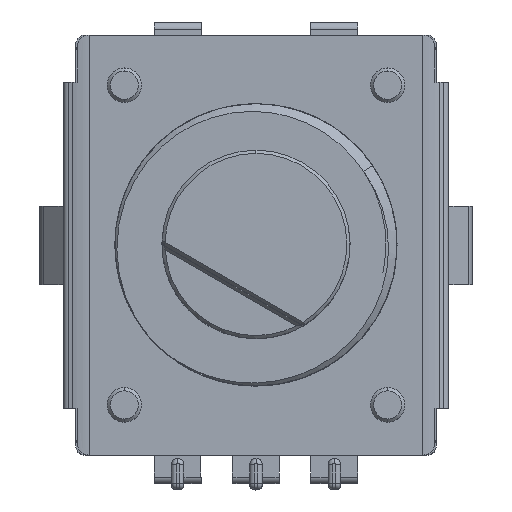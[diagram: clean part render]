
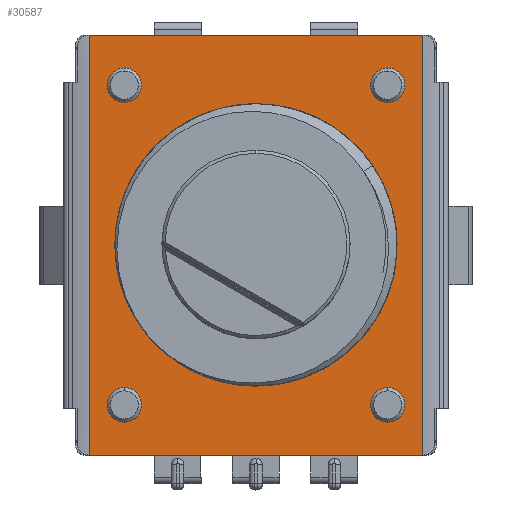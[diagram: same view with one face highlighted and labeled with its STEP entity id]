
A CAD part, top view. The second image highlights one B-rep face of the part: STEP entity #30587.
In plain terms, the highlighted face is planar.
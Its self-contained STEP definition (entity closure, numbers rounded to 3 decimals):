
#1797 = CARTESIAN_POINT ( 'NONE',  ( -5.32, 0.7, -6.32 ) ) ;
#2032 = VERTEX_POINT ( 'NONE', #26891 ) ;
#3612 = CIRCLE ( 'NONE', #5004, 0.38 ) ;
#4491 = VECTOR ( 'NONE', #14419, 1000. ) ;
#5004 = AXIS2_PLACEMENT_3D ( 'NONE', #37393, #15765, #41002 ) ;
#5438 = DIRECTION ( 'NONE',  ( 0., 0., 1. ) ) ;
#5693 = VERTEX_POINT ( 'NONE', #28942 ) ;
#5813 = EDGE_CURVE ( 'NONE', #23781, #38112, #43097, .T. ) ;
#5899 = AXIS2_PLACEMENT_3D ( 'NONE', #15160, #40396, #18791 ) ;
#6397 = VERTEX_POINT ( 'NONE', #18757 ) ;
#6866 = ORIENTED_EDGE ( 'NONE', *, *, #7047, .F. ) ;
#7047 = EDGE_CURVE ( 'NONE', #38059, #45047, #27712, .T. ) ;
#7058 = EDGE_CURVE ( 'NONE', #11224, #5693, #33914, .T. ) ;
#7114 = VECTOR ( 'NONE', #42100, 1000. ) ;
#7543 = CARTESIAN_POINT ( 'NONE',  ( -5.32, 0.7, 6.32 ) ) ;
#8017 = EDGE_CURVE ( 'NONE', #6397, #30297, #45510, .T. ) ;
#8690 = EDGE_LOOP ( 'NONE', ( #6866, #38616, #45419, #43346, #30640, #34690, #33081, #33737 ) ) ;
#10054 = ORIENTED_EDGE ( 'NONE', *, *, #43163, .T. ) ;
#10285 = CARTESIAN_POINT ( 'NONE',  ( 5.32, 0.7, -6.7 ) ) ;
#10753 = DIRECTION ( 'NONE',  ( 0., 0., 1. ) ) ;
#11187 = DIRECTION ( 'NONE',  ( 0., 0., 1. ) ) ;
#11224 = VERTEX_POINT ( 'NONE', #38516 ) ;
#11930 = CIRCLE ( 'NONE', #19383, 0.38 ) ;
#13677 = AXIS2_PLACEMENT_3D ( 'NONE', #37686, #16060, #41312 ) ;
#14419 = DIRECTION ( 'NONE',  ( 1., 0., 0. ) ) ;
#14682 = VECTOR ( 'NONE', #18235, 1000. ) ;
#15160 = CARTESIAN_POINT ( 'NONE',  ( 0., 0.7, 0. ) ) ;
#15450 = AXIS2_PLACEMENT_3D ( 'NONE', #7543, #32838, #11187 ) ;
#15765 = DIRECTION ( 'NONE',  ( 0., 1., 0. ) ) ;
#16060 = DIRECTION ( 'NONE',  ( 0., 1., 0. ) ) ;
#16064 = EDGE_LOOP ( 'NONE', ( #10054, #42240 ) ) ;
#16122 = DIRECTION ( 'NONE',  ( 0., 1., 0. ) ) ;
#16581 = CARTESIAN_POINT ( 'NONE',  ( -5.326, 0.7, 6.7 ) ) ;
#17520 = CARTESIAN_POINT ( 'NONE',  ( -5.32, 0.7, 6.7 ) ) ;
#17761 = VECTOR ( 'NONE', #10753, 1000. ) ;
#17872 = EDGE_CURVE ( 'NONE', #2032, #40844, #27389, .T. ) ;
#18235 = DIRECTION ( 'NONE',  ( 0., 0., -1. ) ) ;
#18757 = CARTESIAN_POINT ( 'NONE',  ( 5.32, 0.7, 6.7 ) ) ;
#18791 = DIRECTION ( 'NONE',  ( 0., 0., 1. ) ) ;
#19383 = AXIS2_PLACEMENT_3D ( 'NONE', #1797, #27128, #5438 ) ;
#21613 = CARTESIAN_POINT ( 'NONE',  ( 0., 0.7, 0. ) ) ;
#21956 = AXIS2_PLACEMENT_3D ( 'NONE', #37745, #16122, #41366 ) ;
#22396 = CIRCLE ( 'NONE', #15450, 0.38 ) ;
#23076 = EDGE_CURVE ( 'NONE', #5693, #45047, #3612, .T. ) ;
#23197 = PLANE ( 'NONE',  #13677 ) ;
#23390 = FACE_BOUND ( 'NONE', #16064, .T. ) ;
#23634 = AXIS2_PLACEMENT_3D ( 'NONE', #21613, #46843, #25282 ) ;
#23781 = VERTEX_POINT ( 'NONE', #24084 ) ;
#24084 = CARTESIAN_POINT ( 'NONE',  ( 0., 0.7, -4.5 ) ) ;
#25282 = DIRECTION ( 'NONE',  ( 0., 0., 1. ) ) ;
#26891 = CARTESIAN_POINT ( 'NONE',  ( -5.326, 0.7, -6.7 ) ) ;
#27128 = DIRECTION ( 'NONE',  ( 0., 1., 0. ) ) ;
#27389 = LINE ( 'NONE', #36024, #17761 ) ;
#27712 = LINE ( 'NONE', #36037, #4491 ) ;
#28448 = CIRCLE ( 'NONE', #23634, 4.5 ) ;
#28942 = CARTESIAN_POINT ( 'NONE',  ( 5.326, 0.7, -6.7 ) ) ;
#29766 = CARTESIAN_POINT ( 'NONE',  ( 0., 0.7, 4.5 ) ) ;
#30297 = VERTEX_POINT ( 'NONE', #17520 ) ;
#30587 = ADVANCED_FACE ( 'NONE', ( #23390, #31847 ), #23197, .T. ) ;
#30640 = ORIENTED_EDGE ( 'NONE', *, *, #8017, .F. ) ;
#31730 = EDGE_CURVE ( 'NONE', #6397, #11224, #41723, .T. ) ;
#31847 = FACE_OUTER_BOUND ( 'NONE', #8690, .T. ) ;
#32838 = DIRECTION ( 'NONE',  ( 0., 1., 0. ) ) ;
#33081 = ORIENTED_EDGE ( 'NONE', *, *, #7058, .T. ) ;
#33737 = ORIENTED_EDGE ( 'NONE', *, *, #23076, .T. ) ;
#33914 = LINE ( 'NONE', #39818, #14682 ) ;
#34278 = EDGE_CURVE ( 'NONE', #40844, #30297, #22396, .T. ) ;
#34690 = ORIENTED_EDGE ( 'NONE', *, *, #31730, .T. ) ;
#36024 = CARTESIAN_POINT ( 'NONE',  ( -5.326, 0.7, 0. ) ) ;
#36037 = CARTESIAN_POINT ( 'NONE',  ( 5.75, 0.7, -6.7 ) ) ;
#37393 = CARTESIAN_POINT ( 'NONE',  ( 5.32, 0.7, -6.32 ) ) ;
#37686 = CARTESIAN_POINT ( 'NONE',  ( 0., 0.7, 0. ) ) ;
#37745 = CARTESIAN_POINT ( 'NONE',  ( 5.32, 0.7, 6.32 ) ) ;
#38059 = VERTEX_POINT ( 'NONE', #43478 ) ;
#38112 = VERTEX_POINT ( 'NONE', #29766 ) ;
#38487 = CARTESIAN_POINT ( 'NONE',  ( -5.75, 0.7, 6.7 ) ) ;
#38516 = CARTESIAN_POINT ( 'NONE',  ( 5.326, 0.7, 6.7 ) ) ;
#38616 = ORIENTED_EDGE ( 'NONE', *, *, #43385, .T. ) ;
#39818 = CARTESIAN_POINT ( 'NONE',  ( 5.326, 0.7, 0. ) ) ;
#40396 = DIRECTION ( 'NONE',  ( 0., -1., 0. ) ) ;
#40844 = VERTEX_POINT ( 'NONE', #16581 ) ;
#41002 = DIRECTION ( 'NONE',  ( 0., 0., 1. ) ) ;
#41312 = DIRECTION ( 'NONE',  ( 0., 0., 1. ) ) ;
#41366 = DIRECTION ( 'NONE',  ( 0., 0., 1. ) ) ;
#41723 = CIRCLE ( 'NONE', #21956, 0.38 ) ;
#42100 = DIRECTION ( 'NONE',  ( -1., 0., 0. ) ) ;
#42240 = ORIENTED_EDGE ( 'NONE', *, *, #5813, .T. ) ;
#43097 = CIRCLE ( 'NONE', #5899, 4.5 ) ;
#43163 = EDGE_CURVE ( 'NONE', #38112, #23781, #28448, .T. ) ;
#43346 = ORIENTED_EDGE ( 'NONE', *, *, #34278, .T. ) ;
#43385 = EDGE_CURVE ( 'NONE', #38059, #2032, #11930, .T. ) ;
#43478 = CARTESIAN_POINT ( 'NONE',  ( -5.32, 0.7, -6.7 ) ) ;
#45047 = VERTEX_POINT ( 'NONE', #10285 ) ;
#45419 = ORIENTED_EDGE ( 'NONE', *, *, #17872, .T. ) ;
#45510 = LINE ( 'NONE', #38487, #7114 ) ;
#46843 = DIRECTION ( 'NONE',  ( 0., -1., 0. ) ) ;
